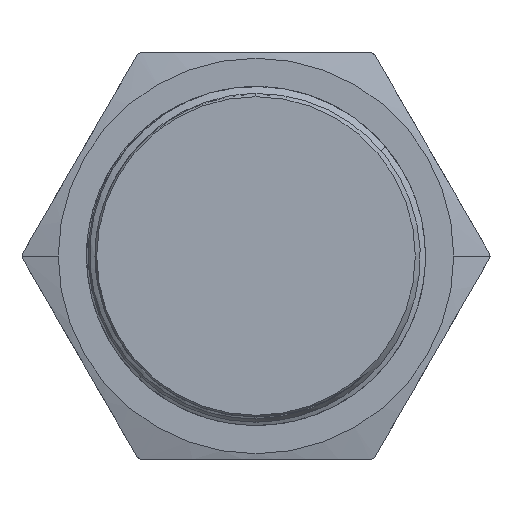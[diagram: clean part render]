
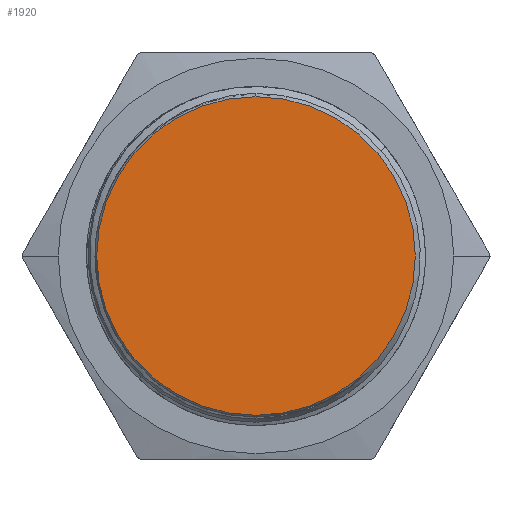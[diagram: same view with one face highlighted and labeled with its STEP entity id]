
A CAD part, front view. The second image highlights one B-rep face of the part: STEP entity #1920.
In plain terms, the highlighted planar face has unit normal (0, -1, 0).
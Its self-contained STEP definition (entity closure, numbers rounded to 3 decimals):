
#556=CIRCLE('',#20183,14.1);
#791=CIRCLE('',#20667,14.1);
#1920=ADVANCED_FACE('',(#3696),#2705,.F.);
#2705=PLANE('',#20669);
#3696=FACE_OUTER_BOUND('',#4777,.T.);
#4777=EDGE_LOOP('',(#11001,#11002));
#11001=ORIENTED_EDGE('',*,*,#17216,.F.);
#11002=ORIENTED_EDGE('',*,*,#16361,.F.);
#14007=VERTEX_POINT('',#29410);
#14008=VERTEX_POINT('',#29412);
#16361=EDGE_CURVE('',#14007,#14008,#556,.T.);
#17216=EDGE_CURVE('',#14008,#14007,#791,.T.);
#20183=AXIS2_PLACEMENT_3D('',#29411,#22863,#22864);
#20667=AXIS2_PLACEMENT_3D('',#45333,#24122,#24123);
#20669=AXIS2_PLACEMENT_3D('',#45335,#24126,#24127);
#22863=DIRECTION('',(0.,1.,0.));
#22864=DIRECTION('',(0.,0.,1.));
#24122=DIRECTION('',(0.,1.,0.));
#24123=DIRECTION('',(0.,0.,-1.));
#24126=DIRECTION('',(0.,1.,0.));
#24127=DIRECTION('',(1.,0.,0.));
#29410=CARTESIAN_POINT('',(0.,0.,14.1));
#29411=CARTESIAN_POINT('',(0.,0.,0.));
#29412=CARTESIAN_POINT('',(0.,0.,-14.1));
#45333=CARTESIAN_POINT('',(0.,0.,0.));
#45335=CARTESIAN_POINT('',(0.,0.,0.));
